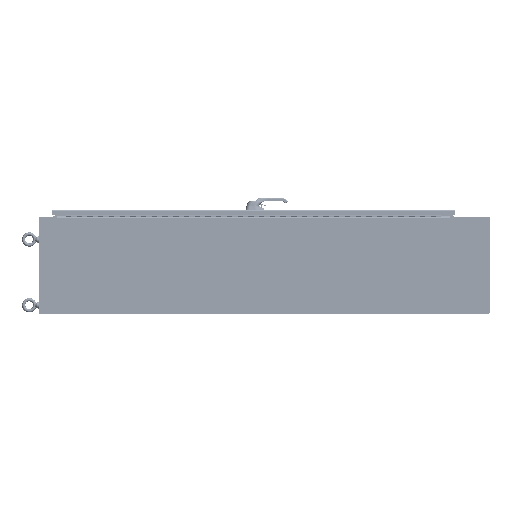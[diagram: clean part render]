
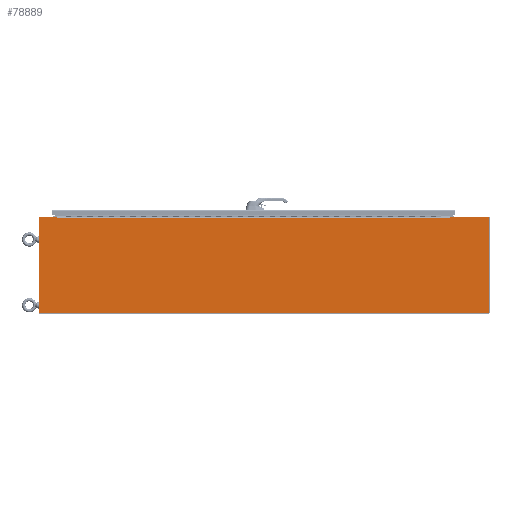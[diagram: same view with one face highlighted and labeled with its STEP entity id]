
A CAD part, left-side view. The second image highlights one B-rep face of the part: STEP entity #78889.
In plain terms, the highlighted face is planar.
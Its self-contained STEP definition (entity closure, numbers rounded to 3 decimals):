
#10371=FACE_OUTER_BOUND('',#15104,.T.);
#15104=EDGE_LOOP('',(#52190,#52191,#52192,#52193,#52194,#52195,#52196,#52197,
#52198,#52199,#52200,#52201));
#20267=LINE('',#119687,#26615);
#20273=LINE('',#119705,#26621);
#20276=LINE('',#119712,#26624);
#20280=LINE('',#119719,#26628);
#20282=LINE('',#119723,#26630);
#20283=LINE('',#119725,#26631);
#20284=LINE('',#119727,#26632);
#20285=LINE('',#119729,#26633);
#20286=LINE('',#119731,#26634);
#20287=LINE('',#119733,#26635);
#20288=LINE('',#119735,#26636);
#20289=LINE('',#119736,#26637);
#26615=VECTOR('',#94949,0.394);
#26621=VECTOR('',#94973,0.394);
#26624=VECTOR('',#94978,0.394);
#26628=VECTOR('',#94984,0.394);
#26630=VECTOR('',#94988,0.394);
#26631=VECTOR('',#94989,0.394);
#26632=VECTOR('',#94990,0.394);
#26633=VECTOR('',#94991,0.394);
#26634=VECTOR('',#94992,0.394);
#26635=VECTOR('',#94993,0.394);
#26636=VECTOR('',#94994,0.394);
#26637=VECTOR('',#94995,0.394);
#32949=VERTEX_POINT('',#119684);
#32950=VERTEX_POINT('',#119686);
#32953=VERTEX_POINT('',#119704);
#32955=VERTEX_POINT('',#119710);
#32956=VERTEX_POINT('',#119711);
#32959=VERTEX_POINT('',#119722);
#32960=VERTEX_POINT('',#119724);
#32961=VERTEX_POINT('',#119726);
#32962=VERTEX_POINT('',#119728);
#32963=VERTEX_POINT('',#119730);
#32964=VERTEX_POINT('',#119732);
#32965=VERTEX_POINT('',#119734);
#40278=EDGE_CURVE('',#32950,#32949,#20267,.T.);
#40287=EDGE_CURVE('',#32953,#32950,#20273,.T.);
#40290=EDGE_CURVE('',#32955,#32956,#20276,.T.);
#40294=EDGE_CURVE('',#32956,#32953,#20280,.T.);
#40296=EDGE_CURVE('',#32949,#32959,#20282,.T.);
#40297=EDGE_CURVE('',#32959,#32960,#20283,.T.);
#40298=EDGE_CURVE('',#32960,#32961,#20284,.T.);
#40299=EDGE_CURVE('',#32962,#32961,#20285,.T.);
#40300=EDGE_CURVE('',#32963,#32962,#20286,.T.);
#40301=EDGE_CURVE('',#32964,#32963,#20287,.T.);
#40302=EDGE_CURVE('',#32965,#32964,#20288,.T.);
#40303=EDGE_CURVE('',#32955,#32965,#20289,.T.);
#52190=ORIENTED_EDGE('',*,*,#40290,.T.);
#52191=ORIENTED_EDGE('',*,*,#40294,.T.);
#52192=ORIENTED_EDGE('',*,*,#40287,.T.);
#52193=ORIENTED_EDGE('',*,*,#40278,.T.);
#52194=ORIENTED_EDGE('',*,*,#40296,.T.);
#52195=ORIENTED_EDGE('',*,*,#40297,.T.);
#52196=ORIENTED_EDGE('',*,*,#40298,.T.);
#52197=ORIENTED_EDGE('',*,*,#40299,.F.);
#52198=ORIENTED_EDGE('',*,*,#40300,.F.);
#52199=ORIENTED_EDGE('',*,*,#40301,.F.);
#52200=ORIENTED_EDGE('',*,*,#40302,.F.);
#52201=ORIENTED_EDGE('',*,*,#40303,.F.);
#75744=PLANE('',#85679);
#78889=ADVANCED_FACE('',(#10371),#75744,.T.);
#85679=AXIS2_PLACEMENT_3D('',#119721,#94986,#94987);
#94949=DIRECTION('',(0.,1.,0.));
#94973=DIRECTION('',(1.,0.,0.));
#94978=DIRECTION('',(-1.,0.,0.));
#94984=DIRECTION('',(0.,1.,0.));
#94986=DIRECTION('center_axis',(0.,0.,1.));
#94987=DIRECTION('ref_axis',(1.,0.,0.));
#94988=DIRECTION('',(-1.,0.,0.));
#94989=DIRECTION('',(0.,1.,0.));
#94990=DIRECTION('',(1.,0.,0.));
#94991=DIRECTION('',(0.,-1.,0.));
#94992=DIRECTION('',(1.,0.,0.));
#94993=DIRECTION('',(0.,1.,0.));
#94994=DIRECTION('',(-1.,0.,0.));
#94995=DIRECTION('',(0.,-1.,0.));
#119684=CARTESIAN_POINT('',(8.772,38.688,0.134));
#119686=CARTESIAN_POINT('',(8.772,-34.688,0.134));
#119687=CARTESIAN_POINT('',(8.772,-17.344,0.134));
#119704=CARTESIAN_POINT('',(8.772,-34.688,0.134));
#119705=CARTESIAN_POINT('',(4.386,-34.688,0.134));
#119710=CARTESIAN_POINT('',(8.929,-34.688,0.134));
#119711=CARTESIAN_POINT('',(8.772,-34.688,0.134));
#119712=CARTESIAN_POINT('',(4.464,-34.688,0.134));
#119719=CARTESIAN_POINT('',(8.772,-17.344,0.134));
#119721=CARTESIAN_POINT('Origin',(0.,0.,0.134));
#119722=CARTESIAN_POINT('',(8.772,38.688,0.134));
#119723=CARTESIAN_POINT('',(4.464,38.688,0.134));
#119724=CARTESIAN_POINT('',(8.772,38.688,0.134));
#119725=CARTESIAN_POINT('',(8.772,19.344,0.134));
#119726=CARTESIAN_POINT('',(8.929,38.688,0.134));
#119727=CARTESIAN_POINT('',(4.386,38.688,0.134));
#119728=CARTESIAN_POINT('',(8.929,41.929,0.134));
#119729=CARTESIAN_POINT('',(8.929,41.929,0.134));
#119730=CARTESIAN_POINT('',(-8.929,41.929,0.134));
#119731=CARTESIAN_POINT('',(-8.929,41.929,0.134));
#119732=CARTESIAN_POINT('',(-8.929,-41.929,0.134));
#119733=CARTESIAN_POINT('',(-8.929,-41.929,0.134));
#119734=CARTESIAN_POINT('',(8.929,-41.929,0.134));
#119735=CARTESIAN_POINT('',(8.929,-41.929,0.134));
#119736=CARTESIAN_POINT('',(8.929,41.929,0.134));
